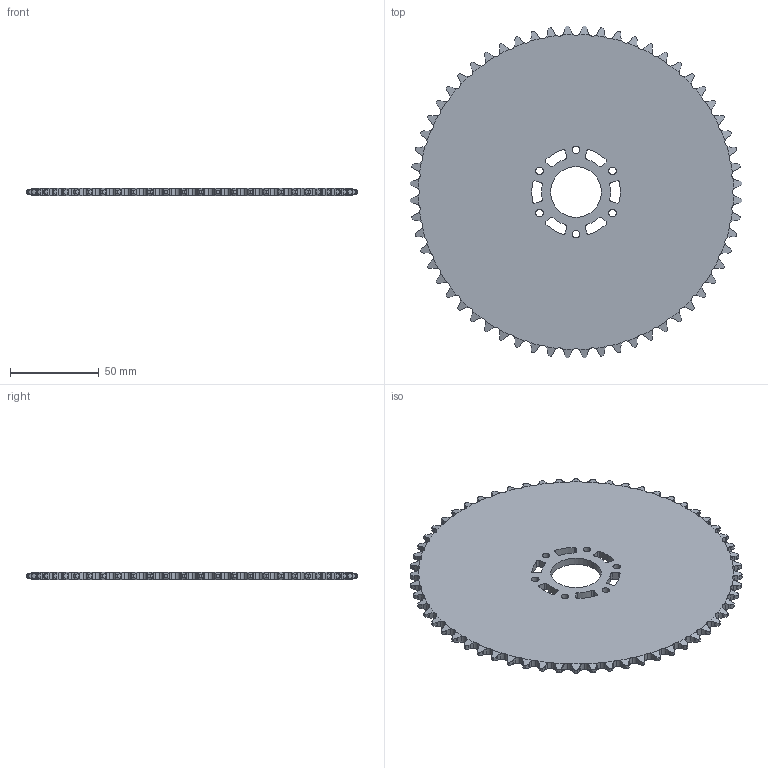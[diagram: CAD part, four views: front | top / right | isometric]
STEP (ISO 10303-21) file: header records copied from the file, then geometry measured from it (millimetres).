
FILE_DESCRIPTION (( 'STEP AP203' ), '1' );
FILE_NAME ('217-2644.20121204.STEP', '2012-12-05T02:07:32', ( 'svradm' ), ( 'Microsoft' ), 'SwSTEP 2.0', 'SolidWorks 2012', '' );
FILE_SCHEMA (( 'CONFIG_CONTROL_DESIGN' ));
Length unit declared in the file: inch
Products named in the file (1): 217-2644.20121204
Bounding box: 187.27 x 187.27 x 4.29 mm (x, y, z)
Volume: 105186.7 mm3; surface area: 54151 mm2
Topology: 1 solids, 1 shells, 732 faces, 2190 edges, 1460 vertices
Faces by surface type: cylinder 478, plane 134, cone 120
Entity records: 26281 total; most frequent: CARTESIAN_POINT 7743, ORIENTED_EDGE 4380, DIRECTION 3292, EDGE_CURVE 2190, VERTEX_POINT 1460, AXIS2_PLACEMENT_3D 1329, B_SPLINE_CURVE_WITH_KNOTS 960, EDGE_LOOP 758
